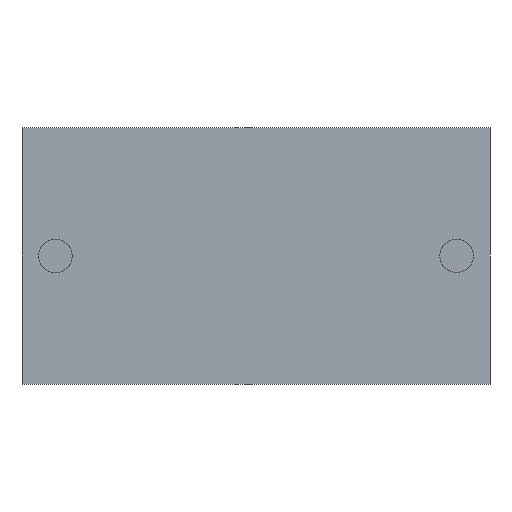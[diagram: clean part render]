
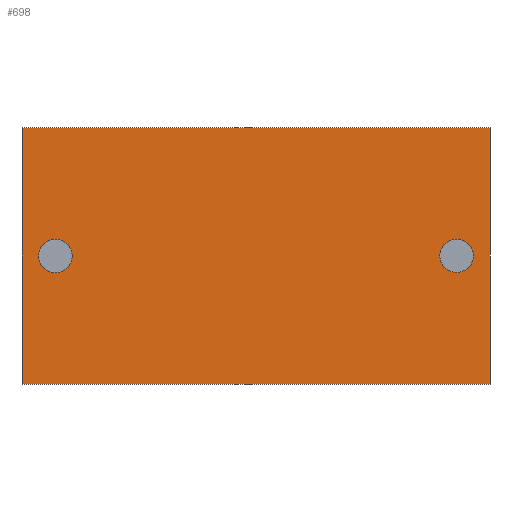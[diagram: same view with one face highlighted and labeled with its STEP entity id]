
A CAD part, front view. The second image highlights one B-rep face of the part: STEP entity #698.
In plain terms, the highlighted planar face has unit normal (0, -1, 0).
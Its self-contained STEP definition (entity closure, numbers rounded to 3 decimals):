
#20=FACE_BOUND('',#149,.T.);
#21=FACE_BOUND('',#150,.T.);
#59=PLANE('',#756);
#102=FACE_OUTER_BOUND('',#148,.T.);
#148=EDGE_LOOP('',(#651,#652,#653,#654));
#149=EDGE_LOOP('',(#655));
#150=EDGE_LOOP('',(#656));
#225=LINE('',#1101,#311);
#229=LINE('',#1109,#315);
#232=LINE('',#1115,#318);
#235=LINE('',#1120,#321);
#311=VECTOR('',#911,10.);
#315=VECTOR('',#917,10.);
#318=VECTOR('',#922,10.);
#321=VECTOR('',#927,10.);
#324=CIRCLE('',#715,1.5);
#326=CIRCLE('',#719,1.5);
#328=VERTEX_POINT('',#937);
#330=VERTEX_POINT('',#944);
#379=VERTEX_POINT('',#1099);
#380=VERTEX_POINT('',#1100);
#383=VERTEX_POINT('',#1108);
#385=VERTEX_POINT('',#1114);
#389=EDGE_CURVE('',#328,#328,#324,.T.);
#392=EDGE_CURVE('',#330,#330,#326,.T.);
#465=EDGE_CURVE('',#379,#380,#225,.T.);
#469=EDGE_CURVE('',#380,#383,#229,.T.);
#472=EDGE_CURVE('',#383,#385,#232,.T.);
#475=EDGE_CURVE('',#385,#379,#235,.T.);
#651=ORIENTED_EDGE('',*,*,#475,.T.);
#652=ORIENTED_EDGE('',*,*,#465,.T.);
#653=ORIENTED_EDGE('',*,*,#469,.T.);
#654=ORIENTED_EDGE('',*,*,#472,.T.);
#655=ORIENTED_EDGE('',*,*,#389,.T.);
#656=ORIENTED_EDGE('',*,*,#392,.T.);
#698=ADVANCED_FACE('',(#102,#20,#21),#59,.F.);
#715=AXIS2_PLACEMENT_3D('',#939,#764,#765);
#719=AXIS2_PLACEMENT_3D('',#946,#773,#774);
#756=AXIS2_PLACEMENT_3D('',#1123,#931,#932);
#764=DIRECTION('center_axis',(0.,1.,0.));
#765=DIRECTION('ref_axis',(1.,0.,0.));
#773=DIRECTION('center_axis',(0.,1.,0.));
#774=DIRECTION('ref_axis',(1.,0.,0.));
#911=DIRECTION('',(0.,0.,-1.));
#917=DIRECTION('',(1.,0.,0.));
#922=DIRECTION('',(0.,0.,1.));
#927=DIRECTION('',(-1.,0.,0.));
#931=DIRECTION('center_axis',(0.,1.,0.));
#932=DIRECTION('ref_axis',(1.,0.,0.));
#937=CARTESIAN_POINT('',(-19.5,0.,0.));
#939=CARTESIAN_POINT('Origin',(-18.,0.,0.));
#944=CARTESIAN_POINT('',(16.5,0.,0.009));
#946=CARTESIAN_POINT('Origin',(18.,0.,0.009));
#1099=CARTESIAN_POINT('',(-21.,0.,11.5));
#1100=CARTESIAN_POINT('',(-21.,0.,-11.5));
#1101=CARTESIAN_POINT('',(-21.,0.,11.5));
#1108=CARTESIAN_POINT('',(21.,0.,-11.5));
#1109=CARTESIAN_POINT('',(-21.,0.,-11.5));
#1114=CARTESIAN_POINT('',(21.,0.,11.5));
#1115=CARTESIAN_POINT('',(21.,0.,-11.5));
#1120=CARTESIAN_POINT('',(21.,0.,11.5));
#1123=CARTESIAN_POINT('Origin',(0.,0.,0.));
